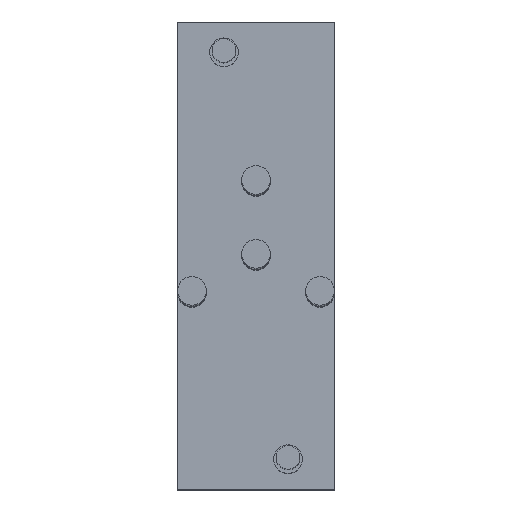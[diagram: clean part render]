
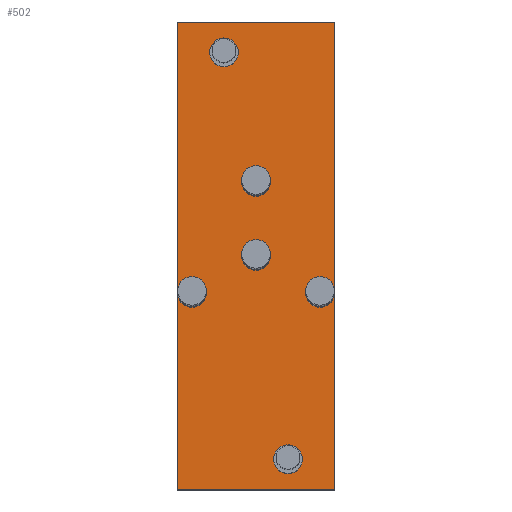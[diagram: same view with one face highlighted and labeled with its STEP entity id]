
A CAD part, top view. The second image highlights one B-rep face of the part: STEP entity #502.
In plain terms, the highlighted planar face has unit normal (0, 0, 1).
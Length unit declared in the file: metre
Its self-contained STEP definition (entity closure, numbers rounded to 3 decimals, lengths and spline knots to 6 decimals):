
#20=LINE('',#879,#32);
#21=LINE('',#882,#33);
#22=LINE('',#884,#34);
#23=LINE('',#886,#35);
#32=VECTOR('',#747,1.);
#33=VECTOR('',#748,1.);
#34=VECTOR('',#749,1.);
#35=VECTOR('',#750,1.);
#138=ORIENTED_EDGE('',*,*,#193,.F.);
#139=ORIENTED_EDGE('',*,*,#203,.F.);
#140=ORIENTED_EDGE('',*,*,#188,.F.);
#141=ORIENTED_EDGE('',*,*,#198,.F.);
#142=ORIENTED_EDGE('',*,*,#183,.F.);
#143=ORIENTED_EDGE('',*,*,#178,.F.);
#144=ORIENTED_EDGE('',*,*,#204,.F.);
#145=ORIENTED_EDGE('',*,*,#205,.F.);
#146=ORIENTED_EDGE('',*,*,#206,.F.);
#147=ORIENTED_EDGE('',*,*,#207,.F.);
#178=EDGE_CURVE('',#226,#226,#270,.T.);
#183=EDGE_CURVE('',#231,#231,#275,.T.);
#188=EDGE_CURVE('',#236,#236,#280,.T.);
#193=EDGE_CURVE('',#241,#241,#285,.T.);
#198=EDGE_CURVE('',#246,#246,#290,.T.);
#203=EDGE_CURVE('',#251,#251,#295,.T.);
#204=EDGE_CURVE('',#252,#253,#20,.T.);
#205=EDGE_CURVE('',#254,#252,#21,.T.);
#206=EDGE_CURVE('',#255,#254,#22,.T.);
#207=EDGE_CURVE('',#253,#255,#23,.T.);
#226=VERTEX_POINT('',#802);
#231=VERTEX_POINT('',#817);
#236=VERTEX_POINT('',#832);
#241=VERTEX_POINT('',#847);
#246=VERTEX_POINT('',#862);
#251=VERTEX_POINT('',#877);
#252=VERTEX_POINT('',#880);
#253=VERTEX_POINT('',#881);
#254=VERTEX_POINT('',#883);
#255=VERTEX_POINT('',#885);
#270=CIRCLE('',#542,0.03683);
#275=CIRCLE('',#552,0.03683);
#280=CIRCLE('',#562,0.03683);
#285=CIRCLE('',#572,0.03683);
#290=CIRCLE('',#582,0.03683);
#295=CIRCLE('',#592,0.03683);
#362=EDGE_LOOP('',(#138));
#363=EDGE_LOOP('',(#139));
#364=EDGE_LOOP('',(#140));
#365=EDGE_LOOP('',(#141));
#366=EDGE_LOOP('',(#142));
#367=EDGE_LOOP('',(#143));
#368=EDGE_LOOP('',(#144,#145,#146,#147));
#440=FACE_BOUND('',#362,.T.);
#441=FACE_BOUND('',#363,.T.);
#442=FACE_BOUND('',#364,.T.);
#443=FACE_BOUND('',#365,.T.);
#444=FACE_BOUND('',#366,.T.);
#445=FACE_BOUND('',#367,.T.);
#446=FACE_BOUND('',#368,.T.);
#460=PLANE('',#593);
#502=ADVANCED_FACE('',(#440,#441,#442,#443,#444,#445,#446),#460,.T.);
#542=AXIS2_PLACEMENT_3D('',#801,#643,#644);
#552=AXIS2_PLACEMENT_3D('',#816,#663,#664);
#562=AXIS2_PLACEMENT_3D('',#831,#683,#684);
#572=AXIS2_PLACEMENT_3D('',#846,#703,#704);
#582=AXIS2_PLACEMENT_3D('',#861,#723,#724);
#592=AXIS2_PLACEMENT_3D('',#876,#743,#744);
#593=AXIS2_PLACEMENT_3D('',#878,#745,#746);
#643=DIRECTION('',(0.,0.,1.));
#644=DIRECTION('',(-0.5,-0.866,0.));
#663=DIRECTION('',(0.,0.,1.));
#664=DIRECTION('',(1.,0.,0.));
#683=DIRECTION('',(0.,0.,1.));
#684=DIRECTION('',(1.,0.,0.));
#703=DIRECTION('',(0.,0.,1.));
#704=DIRECTION('',(-0.5,0.866,0.));
#723=DIRECTION('',(0.,0.,1.));
#724=DIRECTION('',(-1.,0.,0.));
#743=DIRECTION('',(0.,0.,1.));
#744=DIRECTION('',(1.,0.,0.));
#745=DIRECTION('',(0.,0.,1.));
#746=DIRECTION('',(1.,0.,0.));
#747=DIRECTION('',(0.,1.,0.));
#748=DIRECTION('',(-1.,0.,0.));
#749=DIRECTION('',(0.,-1.,0.));
#750=DIRECTION('',(1.,0.,0.));
#801=CARTESIAN_POINT('',(0.,0.1905,-0.657225));
#802=CARTESIAN_POINT('',(-0.018415,0.158604,-0.657225));
#816=CARTESIAN_POINT('',(0.,0.,-0.657225));
#817=CARTESIAN_POINT('',(0.03683,0.,-0.657225));
#831=CARTESIAN_POINT('',(-0.164978,-0.09525,-0.657225));
#832=CARTESIAN_POINT('',(-0.128148,-0.09525,-0.657225));
#846=CARTESIAN_POINT('',(0.164978,-0.09525,-0.657225));
#847=CARTESIAN_POINT('',(0.146563,-0.063354,-0.657225));
#861=CARTESIAN_POINT('',(-0.082489,0.523875,-0.657225));
#862=CARTESIAN_POINT('',(-0.119319,0.523875,-0.657225));
#876=CARTESIAN_POINT('',(0.082489,-0.523875,-0.657225));
#877=CARTESIAN_POINT('',(0.119319,-0.523875,-0.657225));
#878=CARTESIAN_POINT('',(0.,0.,-0.657225));
#879=CARTESIAN_POINT('',(-0.202697,-0.415045,-0.657225));
#880=CARTESIAN_POINT('',(-0.202697,-0.602456,-0.657225));
#881=CARTESIAN_POINT('',(-0.202697,0.602456,-0.657225));
#882=CARTESIAN_POINT('',(0.,-0.602456,-0.657225));
#883=CARTESIAN_POINT('',(0.202697,-0.602456,-0.657225));
#884=CARTESIAN_POINT('',(0.202697,-0.415045,-0.657225));
#885=CARTESIAN_POINT('',(0.202697,0.602456,-0.657225));
#886=CARTESIAN_POINT('',(0.,0.602456,-0.657225));
